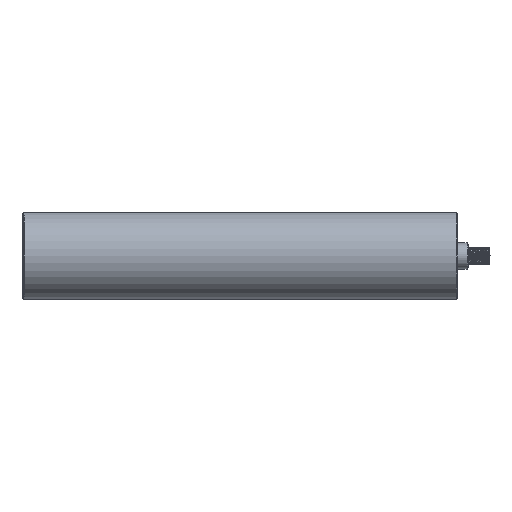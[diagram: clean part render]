
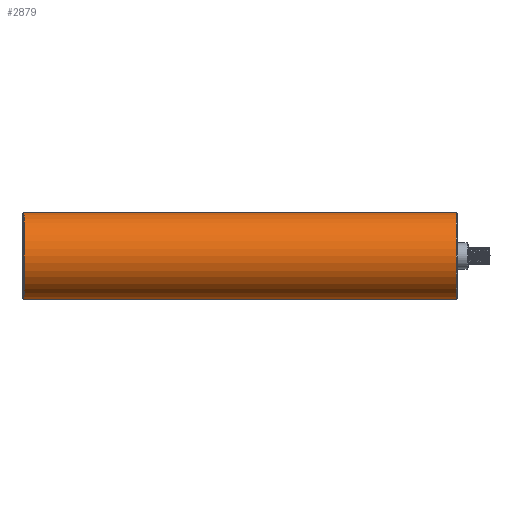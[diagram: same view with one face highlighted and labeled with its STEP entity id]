
A CAD part, left-side view. The second image highlights one B-rep face of the part: STEP entity #2879.
In plain terms, the highlighted cylindrical face has radius 20 mm (diameter 40 mm), a partial arc.
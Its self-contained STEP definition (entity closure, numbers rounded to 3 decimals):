
#307=FACE_OUTER_BOUND('',#497,.T.);
#497=EDGE_LOOP('',(#2618,#2619,#2620,#2621));
#559=CIRCLE('',#3075,20.);
#577=CIRCLE('',#3119,20.);
#912=LINE('',#7538,#1159);
#916=LINE('',#7552,#1163);
#1159=VECTOR('',#3820,10.);
#1163=VECTOR('',#3840,10.);
#1379=VERTEX_POINT('',#6444);
#1381=VERTEX_POINT('',#6450);
#1419=VERTEX_POINT('',#7528);
#1420=VERTEX_POINT('',#7532);
#1751=EDGE_CURVE('',#1381,#1379,#559,.T.);
#1822=EDGE_CURVE('',#1419,#1420,#577,.T.);
#1824=EDGE_CURVE('',#1379,#1419,#912,.T.);
#1830=EDGE_CURVE('',#1420,#1381,#916,.T.);
#2618=ORIENTED_EDGE('',*,*,#1751,.F.);
#2619=ORIENTED_EDGE('',*,*,#1830,.F.);
#2620=ORIENTED_EDGE('',*,*,#1822,.F.);
#2621=ORIENTED_EDGE('',*,*,#1824,.F.);
#2717=CYLINDRICAL_SURFACE('',#3130,20.);
#2879=ADVANCED_FACE('',(#307),#2717,.T.);
#3075=AXIS2_PLACEMENT_3D('',#6452,#3685,#3686);
#3119=AXIS2_PLACEMENT_3D('',#7534,#3812,#3813);
#3130=AXIS2_PLACEMENT_3D('',#7551,#3838,#3839);
#3685=DIRECTION('center_axis',(0.,-1.,0.));
#3686=DIRECTION('ref_axis',(-1.,0.,0.));
#3812=DIRECTION('center_axis',(0.,1.,0.));
#3813=DIRECTION('ref_axis',(-1.,0.,0.));
#3820=DIRECTION('',(0.,1.,0.));
#3838=DIRECTION('center_axis',(0.,1.,0.));
#3839=DIRECTION('ref_axis',(-1.,0.,0.));
#3840=DIRECTION('',(0.,-1.,0.));
#6444=CARTESIAN_POINT('',(9.499,0.5,-17.6));
#6450=CARTESIAN_POINT('',(9.499,0.5,17.6));
#6452=CARTESIAN_POINT('Origin',(0.,0.5,0.));
#7528=CARTESIAN_POINT('',(9.499,199.5,-17.6));
#7532=CARTESIAN_POINT('',(9.499,199.5,17.6));
#7534=CARTESIAN_POINT('Origin',(0.,199.5,0.));
#7538=CARTESIAN_POINT('',(9.499,0.,-17.6));
#7551=CARTESIAN_POINT('Origin',(0.,0.,0.));
#7552=CARTESIAN_POINT('',(9.499,0.,17.6));
